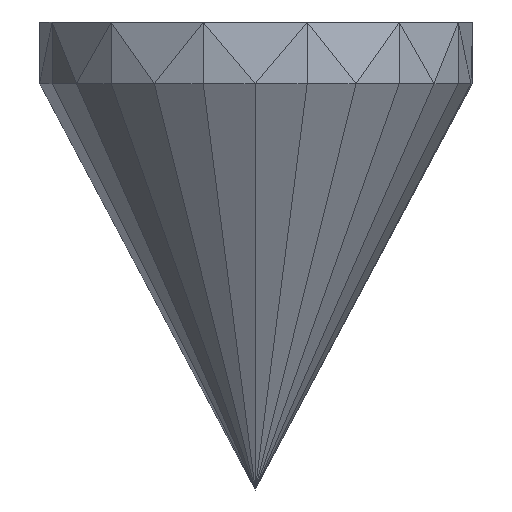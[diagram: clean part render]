
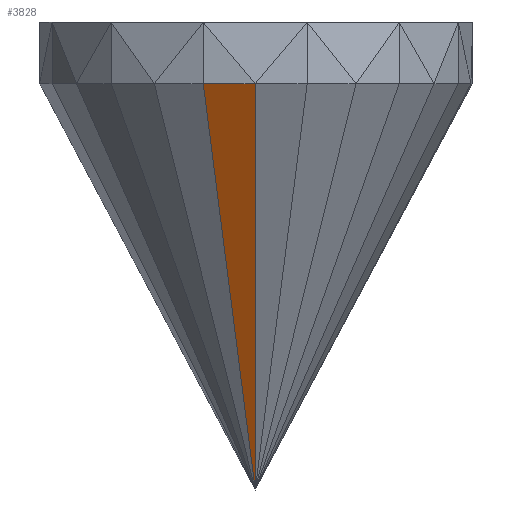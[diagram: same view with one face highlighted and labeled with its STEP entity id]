
A CAD part, left-side view. The second image highlights one B-rep face of the part: STEP entity #3828.
In plain terms, the highlighted planar face has unit normal (-0.877, 0.106, -0.469).
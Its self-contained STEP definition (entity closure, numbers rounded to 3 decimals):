
#3107 = VERTEX_POINT('',#3108);
#3108 = CARTESIAN_POINT('',(2.7,15.,45.5));
#3148 = PLANE('',#3149);
#3149 = AXIS2_PLACEMENT_3D('',#3150,#3151,#3152);
#3150 = CARTESIAN_POINT('',(2.935,16.938,
    46.781));
#3151 = DIRECTION('',(-0.993,0.121,-0.));
#3152 = DIRECTION('',(-0.121,-0.993,0.));
#3164 = VERTEX_POINT('',#3165);
#3165 = CARTESIAN_POINT('',(3.057,17.944,45.5));
#3185 = EDGE_CURVE('',#3107,#3164,#3186,.T.);
#3186 = SURFACE_CURVE('',#3187,(#3191,#3197),.PCURVE_S1.);
#3187 = LINE('',#3188,#3189);
#3188 = CARTESIAN_POINT('',(2.7,15.,45.5));
#3189 = VECTOR('',#3190,1.);
#3190 = DIRECTION('',(0.121,0.993,0.));
#3191 = PCURVE('',#3148,#3192);
#3192 = DEFINITIONAL_REPRESENTATION('',(#3193),#3196);
#3193 = B_SPLINE_CURVE_WITH_KNOTS('',1,(#3194,#3195),.UNSPECIFIED.,.F.,
  .F.,(2,2),(0.,2.965),.PIECEWISE_BEZIER_KNOTS.);
#3194 = CARTESIAN_POINT('',(1.952,-1.281));
#3195 = CARTESIAN_POINT('',(-1.013,-1.281));
#3196 = ( GEOMETRIC_REPRESENTATION_CONTEXT(2) 
PARAMETRIC_REPRESENTATION_CONTEXT() REPRESENTATION_CONTEXT('2D SPACE',''
  ) );
#3197 = PCURVE('',#3198,#3203);
#3198 = PLANE('',#3199);
#3199 = AXIS2_PLACEMENT_3D('',#3200,#3201,#3202);
#3200 = CARTESIAN_POINT('',(8.613,15.775,
    34.619));
#3201 = DIRECTION('',(-0.877,0.106,-0.469));
#3202 = DIRECTION('',(0.472,0.,-0.882));
#3203 = DEFINITIONAL_REPRESENTATION('',(#3204),#3208);
#3204 = LINE('',#3205,#3206);
#3205 = CARTESIAN_POINT('',(-12.384,0.78));
#3206 = VECTOR('',#3207,1.);
#3207 = DIRECTION('',(0.057,-0.998));
#3208 = ( GEOMETRIC_REPRESENTATION_CONTEXT(2) 
PARAMETRIC_REPRESENTATION_CONTEXT() REPRESENTATION_CONTEXT('2D SPACE',''
  ) );
#3828 = ADVANCED_FACE('',(#3829),#3198,.T.);
#3829 = FACE_BOUND('',#3830,.T.);
#3830 = EDGE_LOOP('',(#3831,#3858,#3883));
#3831 = ORIENTED_EDGE('',*,*,#3832,.T.);
#3832 = EDGE_CURVE('',#3164,#3833,#3835,.T.);
#3833 = VERTEX_POINT('',#3834);
#3834 = CARTESIAN_POINT('',(15.,15.,22.5));
#3835 = SURFACE_CURVE('',#3836,(#3840,#3847),.PCURVE_S1.);
#3836 = LINE('',#3837,#3838);
#3837 = CARTESIAN_POINT('',(3.057,17.944,45.5));
#3838 = VECTOR('',#3839,1.);
#3839 = DIRECTION('',(0.458,-0.113,-0.882));
#3840 = PCURVE('',#3198,#3841);
#3841 = DEFINITIONAL_REPRESENTATION('',(#3842),#3846);
#3842 = LINE('',#3843,#3844);
#3843 = CARTESIAN_POINT('',(-12.216,-2.18));
#3844 = VECTOR('',#3845,1.);
#3845 = DIRECTION('',(0.994,0.114));
#3846 = ( GEOMETRIC_REPRESENTATION_CONTEXT(2) 
PARAMETRIC_REPRESENTATION_CONTEXT() REPRESENTATION_CONTEXT('2D SPACE',''
  ) );
#3847 = PCURVE('',#3848,#3853);
#3848 = PLANE('',#3849);
#3849 = AXIS2_PLACEMENT_3D('',#3850,#3851,#3852);
#3850 = CARTESIAN_POINT('',(8.985,17.281,
    34.619));
#3851 = DIRECTION('',(-0.826,0.313,-0.469));
#3852 = DIRECTION('',(0.494,0.,-0.87
    ));
#3853 = DEFINITIONAL_REPRESENTATION('',(#3854),#3857);
#3854 = B_SPLINE_CURVE_WITH_KNOTS('',1,(#3855,#3856),.UNSPECIFIED.,.F.,
  .F.,(2,2),(0.,26.082),.PIECEWISE_BEZIER_KNOTS.);
#3855 = CARTESIAN_POINT('',(-12.389,-0.697));
#3856 = CARTESIAN_POINT('',(13.508,2.402));
#3857 = ( GEOMETRIC_REPRESENTATION_CONTEXT(2) 
PARAMETRIC_REPRESENTATION_CONTEXT() REPRESENTATION_CONTEXT('2D SPACE',''
  ) );
#3858 = ORIENTED_EDGE('',*,*,#3859,.T.);
#3859 = EDGE_CURVE('',#3833,#3107,#3860,.T.);
#3860 = SURFACE_CURVE('',#3861,(#3865,#3872),.PCURVE_S1.);
#3861 = LINE('',#3862,#3863);
#3862 = CARTESIAN_POINT('',(15.,15.,22.5));
#3863 = VECTOR('',#3864,1.);
#3864 = DIRECTION('',(-0.472,0.,0.882));
#3865 = PCURVE('',#3198,#3866);
#3866 = DEFINITIONAL_REPRESENTATION('',(#3867),#3871);
#3867 = LINE('',#3868,#3869);
#3868 = CARTESIAN_POINT('',(13.698,0.78));
#3869 = VECTOR('',#3870,1.);
#3870 = DIRECTION('',(-1.,0.));
#3871 = ( GEOMETRIC_REPRESENTATION_CONTEXT(2) 
PARAMETRIC_REPRESENTATION_CONTEXT() REPRESENTATION_CONTEXT('2D SPACE',''
  ) );
#3872 = PCURVE('',#3873,#3878);
#3873 = PLANE('',#3874);
#3874 = AXIS2_PLACEMENT_3D('',#3875,#3876,#3877);
#3875 = CARTESIAN_POINT('',(8.613,14.225,
    34.619));
#3876 = DIRECTION('',(-0.877,-0.106,-0.469));
#3877 = DIRECTION('',(0.472,0.,-0.882
    ));
#3878 = DEFINITIONAL_REPRESENTATION('',(#3879),#3882);
#3879 = B_SPLINE_CURVE_WITH_KNOTS('',1,(#3880,#3881),.UNSPECIFIED.,.F.,
  .F.,(2,2),(0.,26.082),.PIECEWISE_BEZIER_KNOTS.);
#3880 = CARTESIAN_POINT('',(13.698,-0.78));
#3881 = CARTESIAN_POINT('',(-12.384,-0.78));
#3882 = ( GEOMETRIC_REPRESENTATION_CONTEXT(2) 
PARAMETRIC_REPRESENTATION_CONTEXT() REPRESENTATION_CONTEXT('2D SPACE',''
  ) );
#3883 = ORIENTED_EDGE('',*,*,#3185,.T.);
